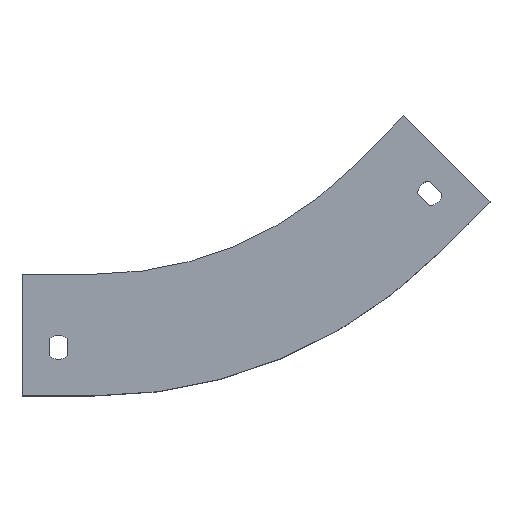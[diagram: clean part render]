
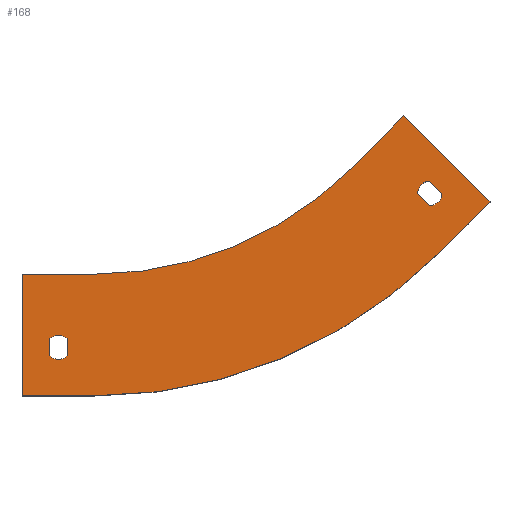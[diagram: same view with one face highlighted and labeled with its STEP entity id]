
A CAD part, top view. The second image highlights one B-rep face of the part: STEP entity #168.
In plain terms, the highlighted planar face has unit normal (0, 0, 1).
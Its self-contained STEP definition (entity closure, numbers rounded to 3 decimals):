
#1 = AXIS2_PLACEMENT_3D ( 'NONE', #957, #958, #959 ) ;
#31 = AXIS2_PLACEMENT_3D ( 'NONE', #1183, #1185, #1184 ) ;
#37 = AXIS2_PLACEMENT_3D ( 'NONE', #528, #512, #514 ) ;
#43 = EDGE_LOOP ( 'NONE', ( #301, #206, #337, #260 ) ) ;
#60 = FACE_BOUND ( 'NONE', #76, .T. ) ;
#76 = EDGE_LOOP ( 'NONE', ( #398, #312, #369, #280 ) ) ;
#131 = LINE ( 'NONE', #1158, #133 ) ;
#133 = VECTOR ( 'NONE', #1103, 1000. ) ;
#149 = FACE_OUTER_BOUND ( 'NONE', #228, .T. ) ;
#152 = FACE_BOUND ( 'NONE', #43, .T. ) ;
#168 = ADVANCED_FACE ( 'NONE', ( #149, #60, #152 ), #703, .T. ) ;
#199 = VERTEX_POINT ( 'NONE', #1080 ) ;
#203 = VERTEX_POINT ( 'NONE', #1081 ) ;
#206 = ORIENTED_EDGE ( 'NONE', *, *, #650, .T. ) ;
#208 = VERTEX_POINT ( 'NONE', #1060 ) ;
#228 = EDGE_LOOP ( 'NONE', ( #380, #299, #275, #373, #363, #365, #376, #264 ) ) ;
#231 = VERTEX_POINT ( 'NONE', #1065 ) ;
#260 = ORIENTED_EDGE ( 'NONE', *, *, #575, .T. ) ;
#264 = ORIENTED_EDGE ( 'NONE', *, *, #590, .T. ) ;
#275 = ORIENTED_EDGE ( 'NONE', *, *, #607, .T. ) ;
#280 = ORIENTED_EDGE ( 'NONE', *, *, #586, .F. ) ;
#299 = ORIENTED_EDGE ( 'NONE', *, *, #612, .T. ) ;
#301 = ORIENTED_EDGE ( 'NONE', *, *, #578, .T. ) ;
#302 = VERTEX_POINT ( 'NONE', #1149 ) ;
#312 = ORIENTED_EDGE ( 'NONE', *, *, #564, .F. ) ;
#337 = ORIENTED_EDGE ( 'NONE', *, *, #583, .T. ) ;
#363 = ORIENTED_EDGE ( 'NONE', *, *, #600, .T. ) ;
#365 = ORIENTED_EDGE ( 'NONE', *, *, #606, .T. ) ;
#369 = ORIENTED_EDGE ( 'NONE', *, *, #582, .F. ) ;
#373 = ORIENTED_EDGE ( 'NONE', *, *, #640, .T. ) ;
#376 = ORIENTED_EDGE ( 'NONE', *, *, #631, .T. ) ;
#380 = ORIENTED_EDGE ( 'NONE', *, *, #616, .T. ) ;
#398 = ORIENTED_EDGE ( 'NONE', *, *, #572, .F. ) ;
#431 = VERTEX_POINT ( 'NONE', #1150 ) ;
#434 = VERTEX_POINT ( 'NONE', #1068 ) ;
#436 = VERTEX_POINT ( 'NONE', #1084 ) ;
#438 = VERTEX_POINT ( 'NONE', #1166 ) ;
#440 = VERTEX_POINT ( 'NONE', #1152 ) ;
#442 = VERTEX_POINT ( 'NONE', #1167 ) ;
#444 = VERTEX_POINT ( 'NONE', #1168 ) ;
#456 = VERTEX_POINT ( 'NONE', #1116 ) ;
#463 = VERTEX_POINT ( 'NONE', #1064 ) ;
#473 = VERTEX_POINT ( 'NONE', #1108 ) ;
#480 = VERTEX_POINT ( 'NONE', #1136 ) ;
#492 = CARTESIAN_POINT ( 'NONE',  ( 192.279, 29.645, 0.8 ) ) ;
#493 = CARTESIAN_POINT ( 'NONE',  ( 0., 0., 0.8 ) ) ;
#504 = DIRECTION ( 'NONE',  ( 1., 0., 0. ) ) ;
#512 = DIRECTION ( 'NONE',  ( 0., 0., 1. ) ) ;
#514 = DIRECTION ( 'NONE',  ( 1., 0., 0. ) ) ;
#517 = CARTESIAN_POINT ( 'NONE',  ( 156.924, 65., 0.8 ) ) ;
#520 = CARTESIAN_POINT ( 'NONE',  ( 0., -50., 0.8 ) ) ;
#524 = DIRECTION ( 'NONE',  ( -0.707, 0.707, 0. ) ) ;
#525 = DIRECTION ( 'NONE',  ( 0., -1., 0. ) ) ;
#528 = CARTESIAN_POINT ( 'NONE',  ( 29.792, 150., 0.8 ) ) ;
#533 = DIRECTION ( 'NONE',  ( -0.707, -0.707, 0. ) ) ;
#564 = EDGE_CURVE ( 'NONE', #438, #442, #131, .T. ) ;
#572 = EDGE_CURVE ( 'NONE', #442, #440, #865, .T. ) ;
#575 = EDGE_CURVE ( 'NONE', #199, #473, #860, .T. ) ;
#578 = EDGE_CURVE ( 'NONE', #473, #208, #853, .T. ) ;
#582 = EDGE_CURVE ( 'NONE', #302, #438, #845, .T. ) ;
#583 = EDGE_CURVE ( 'NONE', #456, #199, #843, .T. ) ;
#586 = EDGE_CURVE ( 'NONE', #440, #302, #838, .T. ) ;
#590 = EDGE_CURVE ( 'NONE', #444, #431, #832, .T. ) ;
#599 = AXIS2_PLACEMENT_3D ( 'NONE', #922, #899, #929 ) ;
#600 = EDGE_CURVE ( 'NONE', #463, #436, #816, .T. ) ;
#606 = EDGE_CURVE ( 'NONE', #436, #480, #820, .T. ) ;
#607 = EDGE_CURVE ( 'NONE', #231, #434, #876, .T. ) ;
#612 = EDGE_CURVE ( 'NONE', #203, #231, #1012, .T. ) ;
#613 = AXIS2_PLACEMENT_3D ( 'NONE', #895, #915, #877 ) ;
#616 = EDGE_CURVE ( 'NONE', #431, #203, #995, .T. ) ;
#631 = EDGE_CURVE ( 'NONE', #480, #444, #1003, .T. ) ;
#640 = EDGE_CURVE ( 'NONE', #434, #463, #1041, .T. ) ;
#650 = EDGE_CURVE ( 'NONE', #208, #456, #1024, .T. ) ;
#668 = AXIS2_PLACEMENT_3D ( 'NONE', #887, #879, #917 ) ;
#687 = AXIS2_PLACEMENT_3D ( 'NONE', #714, #731, #757 ) ;
#703 = PLANE ( 'NONE',  #687 ) ;
#714 = CARTESIAN_POINT ( 'NONE',  ( 29.792, 150., 0.8 ) ) ;
#731 = DIRECTION ( 'NONE',  ( 0., 0., 1. ) ) ;
#757 = DIRECTION ( 'NONE',  ( 1., 0., 0. ) ) ;
#812 = VECTOR ( 'NONE', #524, 1000. ) ;
#816 = LINE ( 'NONE', #492, #812 ) ;
#820 = LINE ( 'NONE', #517, #846 ) ;
#830 = VECTOR ( 'NONE', #884, 1000. ) ;
#832 = LINE ( 'NONE', #882, #830 ) ;
#836 = VECTOR ( 'NONE', #883, 1000. ) ;
#838 = LINE ( 'NONE', #905, #836 ) ;
#842 = VECTOR ( 'NONE', #898, 1000. ) ;
#843 = LINE ( 'NONE', #914, #842 ) ;
#845 = CIRCLE ( 'NONE', #668, 5. ) ;
#846 = VECTOR ( 'NONE', #533, 1000. ) ;
#853 = LINE ( 'NONE', #904, #855 ) ;
#855 = VECTOR ( 'NONE', #897, 1000. ) ;
#860 = CIRCLE ( 'NONE', #599, 5. ) ;
#865 = CIRCLE ( 'NONE', #613, 5. ) ;
#876 = CIRCLE ( 'NONE', #37, 200. ) ;
#877 = DIRECTION ( 'NONE',  ( 1., 0., 0. ) ) ;
#879 = DIRECTION ( 'NONE',  ( 0., 0., 1. ) ) ;
#882 = CARTESIAN_POINT ( 'NONE',  ( 0., 0., 0.8 ) ) ;
#883 = DIRECTION ( 'NONE',  ( 0., -1., 0. ) ) ;
#884 = DIRECTION ( 'NONE',  ( -1., 0., 0. ) ) ;
#887 = CARTESIAN_POINT ( 'NONE',  ( 15., -30., 0.8 ) ) ;
#895 = CARTESIAN_POINT ( 'NONE',  ( 15., -30., 0.8 ) ) ;
#897 = DIRECTION ( 'NONE',  ( -0.707, 0.707, 0. ) ) ;
#898 = DIRECTION ( 'NONE',  ( 0.707, -0.707, 0. ) ) ;
#899 = DIRECTION ( 'NONE',  ( 0., 0., -1. ) ) ;
#904 = CARTESIAN_POINT ( 'NONE',  ( 167.58, 28.18, 0.8 ) ) ;
#905 = CARTESIAN_POINT ( 'NONE',  ( 11.5, -33.571, 0.8 ) ) ;
#914 = CARTESIAN_POINT ( 'NONE',  ( 172.53, 33.13, 0.8 ) ) ;
#915 = DIRECTION ( 'NONE',  ( 0., 0., 1. ) ) ;
#917 = DIRECTION ( 'NONE',  ( 1., 0., 0. ) ) ;
#922 = CARTESIAN_POINT ( 'NONE',  ( 167.53, 33.18, 0.8 ) ) ;
#929 = DIRECTION ( 'NONE',  ( -0.707, -0.707, 0. ) ) ;
#953 = DIRECTION ( 'NONE',  ( 0.707, 0.707, 0. ) ) ;
#957 = CARTESIAN_POINT ( 'NONE',  ( 29.792, 150., 0.8 ) ) ;
#958 = DIRECTION ( 'NONE',  ( 0., 0., -1. ) ) ;
#959 = DIRECTION ( 'NONE',  ( 1., 0., 0. ) ) ;
#960 = CARTESIAN_POINT ( 'NONE',  ( 192.279, 29.645, 0.8 ) ) ;
#995 = LINE ( 'NONE', #493, #1047 ) ;
#1003 = CIRCLE ( 'NONE', #1, 150. ) ;
#1012 = LINE ( 'NONE', #520, #1040 ) ;
#1024 = CIRCLE ( 'NONE', #31, 5. ) ;
#1040 = VECTOR ( 'NONE', #504, 1000. ) ;
#1041 = LINE ( 'NONE', #960, #1042 ) ;
#1042 = VECTOR ( 'NONE', #953, 1000. ) ;
#1047 = VECTOR ( 'NONE', #525, 1000. ) ;
#1060 = CARTESIAN_POINT ( 'NONE',  ( 162.531, 33.23, 0.8 ) ) ;
#1064 = CARTESIAN_POINT ( 'NONE',  ( 192.279, 29.645, 0.8 ) ) ;
#1065 = CARTESIAN_POINT ( 'NONE',  ( 29.792, -50., 0.8 ) ) ;
#1068 = CARTESIAN_POINT ( 'NONE',  ( 171.213, 8.579, 0.8 ) ) ;
#1080 = CARTESIAN_POINT ( 'NONE',  ( 172.53, 33.13, 0.8 ) ) ;
#1081 = CARTESIAN_POINT ( 'NONE',  ( 0., -50., 0.8 ) ) ;
#1084 = CARTESIAN_POINT ( 'NONE',  ( 156.924, 65., 0.8 ) ) ;
#1103 = DIRECTION ( 'NONE',  ( 0., 1., 0. ) ) ;
#1108 = CARTESIAN_POINT ( 'NONE',  ( 167.58, 28.18, 0.8 ) ) ;
#1116 = CARTESIAN_POINT ( 'NONE',  ( 167.48, 38.18, 0.8 ) ) ;
#1136 = CARTESIAN_POINT ( 'NONE',  ( 135.858, 43.934, 0.8 ) ) ;
#1149 = CARTESIAN_POINT ( 'NONE',  ( 11.5, -33.571, 0.8 ) ) ;
#1150 = CARTESIAN_POINT ( 'NONE',  ( 0., 0., 0.8 ) ) ;
#1152 = CARTESIAN_POINT ( 'NONE',  ( 11.5, -26.429, 0.8 ) ) ;
#1158 = CARTESIAN_POINT ( 'NONE',  ( 18.5, -33.571, 0.8 ) ) ;
#1166 = CARTESIAN_POINT ( 'NONE',  ( 18.5, -33.571, 0.8 ) ) ;
#1167 = CARTESIAN_POINT ( 'NONE',  ( 18.5, -26.429, 0.8 ) ) ;
#1168 = CARTESIAN_POINT ( 'NONE',  ( 29.792, 0., 0.8 ) ) ;
#1183 = CARTESIAN_POINT ( 'NONE',  ( 167.53, 33.18, 0.8 ) ) ;
#1184 = DIRECTION ( 'NONE',  ( -0.707, -0.707, 0. ) ) ;
#1185 = DIRECTION ( 'NONE',  ( 0., 0., -1. ) ) ;
